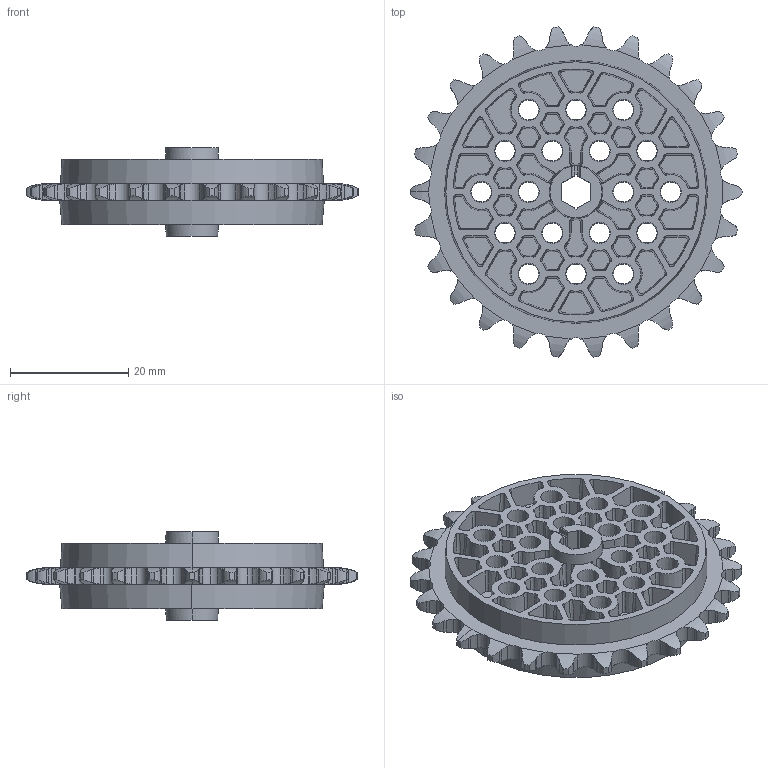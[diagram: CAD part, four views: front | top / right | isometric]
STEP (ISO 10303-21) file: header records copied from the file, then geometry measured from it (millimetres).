
FILE_DESCRIPTION (( 'STEP AP203' ), '1' );
FILE_NAME ('REV-41-1342_Default.step', '2016-09-04T21:48:07', ( '' ), ( '' ), 'SwSTEP 2.0', 'SolidWorks 2015', '' );
FILE_SCHEMA (( 'CONFIG_CONTROL_DESIGN' ));
Length unit declared in the file: inch
Products named in the file (1): REV-41-1342_Default
Bounding box: 56.11 x 55.8 x 15 mm (x, y, z)
Volume: 12017.6 mm3; surface area: 12411.6 mm2
Topology: 1 solids, 1 shells, 1312 faces, 3708 edges, 2460 vertices
Faces by surface type: bspline 462, plane 370, cone 288, cylinder 192
Entity records: 55894 total; most frequent: CARTESIAN_POINT 26677, ORIENTED_EDGE 7416, DIRECTION 4024, EDGE_CURVE 3708, VERTEX_POINT 2460, B_SPLINE_CURVE_WITH_KNOTS 2061, AXIS2_PLACEMENT_3D 1563, EDGE_LOOP 1412
